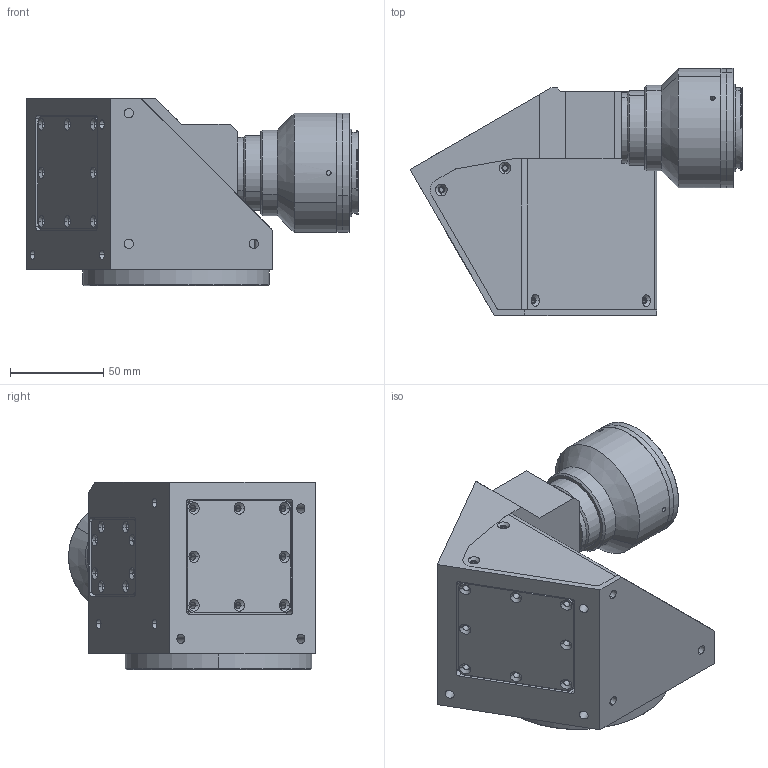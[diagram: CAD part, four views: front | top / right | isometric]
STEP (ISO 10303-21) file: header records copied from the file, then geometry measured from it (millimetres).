
FILE_DESCRIPTION (( 'STEP AP214' ), '1' );
FILE_NAME ('TCCR4M064-F.STEP', '2015-07-21T10:01:31', ( '' ), ( '' ), 'SwSTEP 2.0', 'SolidWorks 2013', '' );
FILE_SCHEMA (( 'AUTOMOTIVE_DESIGN' ));
Length unit declared in the file: millimetre
Products named in the file (1): TCCR4M064-F
Bounding box: 178.13 x 132.5 x 100.5 mm (x, y, z)
Surface area: 103178.1 mm2 (no closed solid volume)
Topology: 0 solids, 11 shells, 305 faces, 922 edges, 627 vertices
Faces by surface type: cylinder 147, plane 88, cone 68, sphere 2
Entity records: 14006 total; most frequent: CARTESIAN_POINT 2119, DIRECTION 1922, ORIENTED_EDGE 1538, EDGE_CURVE 922, AXIS2_PLACEMENT_3D 718, VERTEX_POINT 627, LINE 486, VECTOR 486
